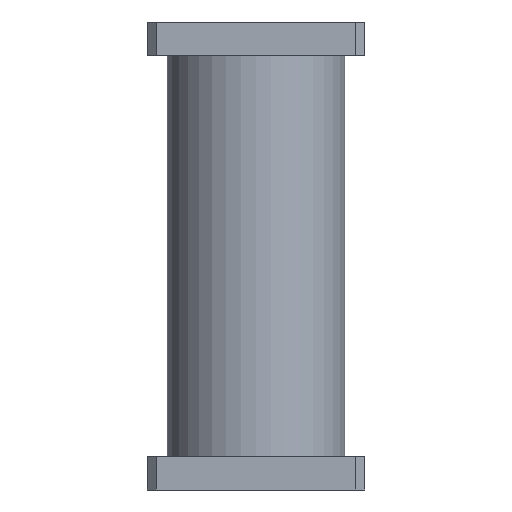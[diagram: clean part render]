
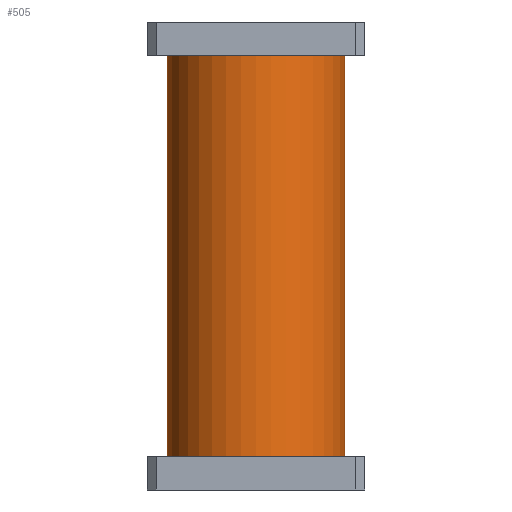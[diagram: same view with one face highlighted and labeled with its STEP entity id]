
A CAD part, left-side view. The second image highlights one B-rep face of the part: STEP entity #505.
In plain terms, the highlighted cylindrical face has radius 16.891 mm (diameter 33.782 mm), a partial arc.
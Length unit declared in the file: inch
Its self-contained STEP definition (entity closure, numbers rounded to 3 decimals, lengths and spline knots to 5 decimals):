
#5 = EDGE_CURVE ( 'NONE', #753, #377, #1218, .T. ) ;
#12 = ORIENTED_EDGE ( 'NONE', *, *, #5, .T. ) ;
#52 = DIRECTION ( 'NONE',  ( 0., 0., -1. ) ) ;
#86 = EDGE_CURVE ( 'NONE', #447, #377, #384, .T. ) ;
#94 = ORIENTED_EDGE ( 'NONE', *, *, #522, .F. ) ;
#141 = CYLINDRICAL_SURFACE ( 'NONE', #780, 0.665 ) ;
#217 = EDGE_LOOP ( 'NONE', ( #94, #1032, #12, #381 ) ) ;
#293 = DIRECTION ( 'NONE',  ( 0., 0., -1. ) ) ;
#377 = VERTEX_POINT ( 'NONE', #1433 ) ;
#381 = ORIENTED_EDGE ( 'NONE', *, *, #86, .F. ) ;
#383 = CARTESIAN_POINT ( 'NONE',  ( 0., -0.665, -3.25 ) ) ;
#384 = CIRCLE ( 'NONE', #853, 0.665 ) ;
#404 = DIRECTION ( 'NONE',  ( 0., 1., 0. ) ) ;
#447 = VERTEX_POINT ( 'NONE', #383 ) ;
#455 = FACE_OUTER_BOUND ( 'NONE', #217, .T. ) ;
#464 = EDGE_CURVE ( 'NONE', #652, #753, #771, .T. ) ;
#505 = ADVANCED_FACE ( 'NONE', ( #455 ), #141, .T. ) ;
#522 = EDGE_CURVE ( 'NONE', #652, #447, #663, .T. ) ;
#523 = DIRECTION ( 'NONE',  ( 0., 0., -1. ) ) ;
#633 = CARTESIAN_POINT ( 'NONE',  ( 0., 0., -3.5 ) ) ;
#643 = DIRECTION ( 'NONE',  ( 0., 1., 0. ) ) ;
#652 = VERTEX_POINT ( 'NONE', #1339 ) ;
#663 = LINE ( 'NONE', #1352, #701 ) ;
#701 = VECTOR ( 'NONE', #1230, 39.37008 ) ;
#753 = VERTEX_POINT ( 'NONE', #1373 ) ;
#771 = CIRCLE ( 'NONE', #1225, 0.665 ) ;
#780 = AXIS2_PLACEMENT_3D ( 'NONE', #633, #877, #643 ) ;
#853 = AXIS2_PLACEMENT_3D ( 'NONE', #1444, #293, #404 ) ;
#854 = CARTESIAN_POINT ( 'NONE',  ( 0., 0., -0.25 ) ) ;
#856 = DIRECTION ( 'NONE',  ( 0., 1., 0. ) ) ;
#877 = DIRECTION ( 'NONE',  ( 0., 0., -1. ) ) ;
#885 = VECTOR ( 'NONE', #523, 39.37008 ) ;
#1032 = ORIENTED_EDGE ( 'NONE', *, *, #464, .T. ) ;
#1218 = LINE ( 'NONE', #1227, #885 ) ;
#1225 = AXIS2_PLACEMENT_3D ( 'NONE', #854, #52, #856 ) ;
#1227 = CARTESIAN_POINT ( 'NONE',  ( 0., 0.665, -3.5 ) ) ;
#1230 = DIRECTION ( 'NONE',  ( 0., 0., -1. ) ) ;
#1339 = CARTESIAN_POINT ( 'NONE',  ( 0., -0.665, -0.25 ) ) ;
#1352 = CARTESIAN_POINT ( 'NONE',  ( 0., -0.665, -3.5 ) ) ;
#1373 = CARTESIAN_POINT ( 'NONE',  ( 0., 0.665, -0.25 ) ) ;
#1433 = CARTESIAN_POINT ( 'NONE',  ( 0., 0.665, -3.25 ) ) ;
#1444 = CARTESIAN_POINT ( 'NONE',  ( 0., 0., -3.25 ) ) ;
